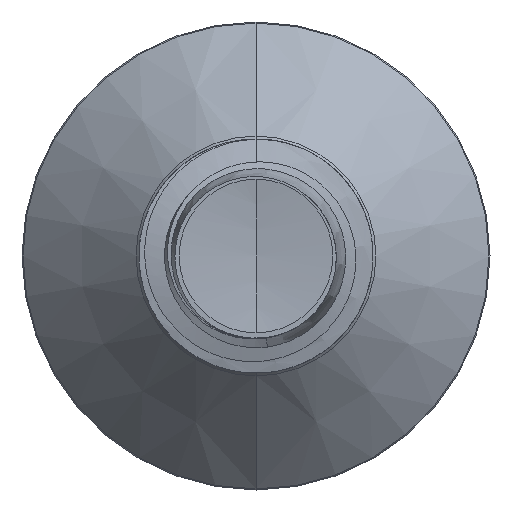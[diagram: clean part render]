
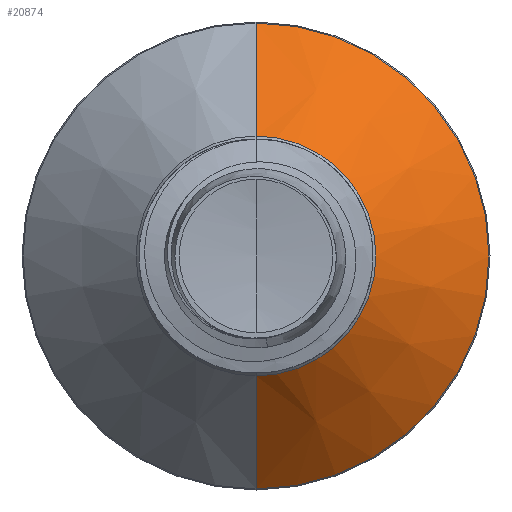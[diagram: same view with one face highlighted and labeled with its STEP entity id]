
A CAD part, front view. The second image highlights one B-rep face of the part: STEP entity #20874.
In plain terms, the highlighted conical face has half-angle 45 degrees and reference radius 2.563 mm.
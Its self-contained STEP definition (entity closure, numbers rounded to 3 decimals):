
#338 = DIRECTION ( 'NONE',  ( 0., 1., 0. ) ) ;
#3010 = ORIENTED_EDGE ( 'NONE', *, *, #5680, .T. ) ;
#3143 = LINE ( 'NONE', #8878, #7808 ) ;
#4530 = CARTESIAN_POINT ( 'NONE',  ( 0., 12.813, 0. ) ) ;
#4890 = VERTEX_POINT ( 'NONE', #13409 ) ;
#5063 = LINE ( 'NONE', #20634, #15610 ) ;
#5405 = CARTESIAN_POINT ( 'NONE',  ( 0., 12.813, 2.563 ) ) ;
#5440 = DIRECTION ( 'NONE',  ( 0., 0., 1. ) ) ;
#5680 = EDGE_CURVE ( 'NONE', #10062, #17656, #8715, .T. ) ;
#6532 = DIRECTION ( 'NONE',  ( 0., 0., 1. ) ) ;
#7538 = AXIS2_PLACEMENT_3D ( 'NONE', #4530, #18384, #6532 ) ;
#7646 = ORIENTED_EDGE ( 'NONE', *, *, #21947, .F. ) ;
#7808 = VECTOR ( 'NONE', #20726, 1000. ) ;
#8591 = EDGE_LOOP ( 'NONE', ( #3010, #15198, #24332, #7646 ) ) ;
#8715 = CIRCLE ( 'NONE', #7538, 2.563 ) ;
#8777 = DIRECTION ( 'NONE',  ( 0., 0.707, -0.707 ) ) ;
#8878 = CARTESIAN_POINT ( 'NONE',  ( 0., 12.813, 2.563 ) ) ;
#8937 = AXIS2_PLACEMENT_3D ( 'NONE', #19271, #11689, #5440 ) ;
#10062 = VERTEX_POINT ( 'NONE', #5405 ) ;
#11132 = CARTESIAN_POINT ( 'NONE',  ( 0., 15.228, -4.978 ) ) ;
#11551 = CONICAL_SURFACE ( 'NONE', #8937, 2.563, 0.785 ) ;
#11689 = DIRECTION ( 'NONE',  ( 0., 1., 0. ) ) ;
#12195 = CARTESIAN_POINT ( 'NONE',  ( 0., 15.228, 0. ) ) ;
#12337 = EDGE_CURVE ( 'NONE', #4890, #16509, #24151, .T. ) ;
#13409 = CARTESIAN_POINT ( 'NONE',  ( 0., 15.228, 4.978 ) ) ;
#14198 = DIRECTION ( 'NONE',  ( 0., 0., 1. ) ) ;
#15198 = ORIENTED_EDGE ( 'NONE', *, *, #15959, .T. ) ;
#15610 = VECTOR ( 'NONE', #8777, 1000. ) ;
#15959 = EDGE_CURVE ( 'NONE', #17656, #16509, #5063, .T. ) ;
#16509 = VERTEX_POINT ( 'NONE', #11132 ) ;
#17412 = FACE_OUTER_BOUND ( 'NONE', #8591, .T. ) ;
#17656 = VERTEX_POINT ( 'NONE', #19089 ) ;
#18384 = DIRECTION ( 'NONE',  ( 0., 1., 0. ) ) ;
#19089 = CARTESIAN_POINT ( 'NONE',  ( 0., 12.813, -2.563 ) ) ;
#19271 = CARTESIAN_POINT ( 'NONE',  ( 0., 12.813, 0. ) ) ;
#20634 = CARTESIAN_POINT ( 'NONE',  ( 0., 12.813, -2.563 ) ) ;
#20726 = DIRECTION ( 'NONE',  ( 0., 0.707, 0.707 ) ) ;
#20874 = ADVANCED_FACE ( 'NONE', ( #17412 ), #11551, .T. ) ;
#21947 = EDGE_CURVE ( 'NONE', #10062, #4890, #3143, .T. ) ;
#22656 = AXIS2_PLACEMENT_3D ( 'NONE', #12195, #338, #14198 ) ;
#24151 = CIRCLE ( 'NONE', #22656, 4.978 ) ;
#24332 = ORIENTED_EDGE ( 'NONE', *, *, #12337, .F. ) ;
